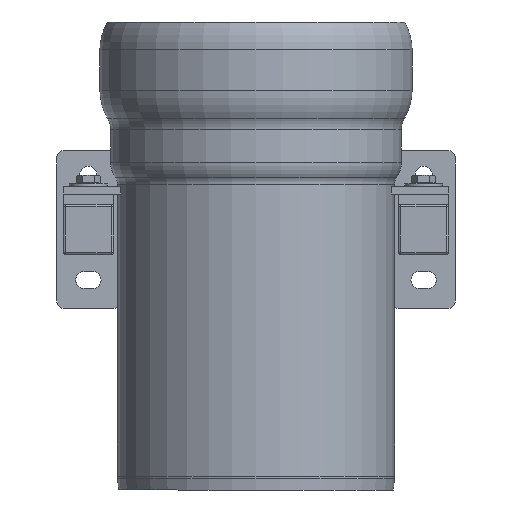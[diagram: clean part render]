
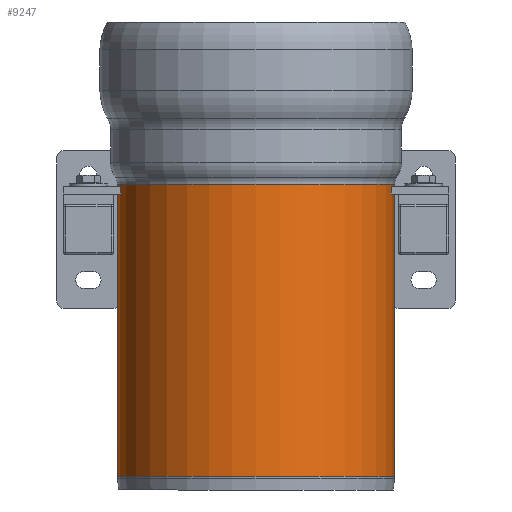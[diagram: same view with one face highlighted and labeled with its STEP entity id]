
A CAD part, front view. The second image highlights one B-rep face of the part: STEP entity #9247.
In plain terms, the highlighted cylindrical face has radius 109.5 mm (diameter 219 mm), a full revolution.
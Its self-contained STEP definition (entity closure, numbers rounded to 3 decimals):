
#985=FACE_OUTER_BOUND('',#1619,.T.);
#1619=EDGE_LOOP('',(#7954,#7955,#7956,#7957,#7958,#7959));
#2448=LINE('',#16663,#3249);
#3249=VECTOR('',#12539,109.5);
#3716=CIRCLE('',#10137,109.5);
#3717=CIRCLE('',#10138,109.5);
#3720=CIRCLE('',#10143,109.5);
#3721=CIRCLE('',#10144,109.5);
#4504=VERTEX_POINT('',#16651);
#4505=VERTEX_POINT('',#16653);
#4507=VERTEX_POINT('',#16662);
#4508=VERTEX_POINT('',#16664);
#5667=EDGE_CURVE('',#4504,#4505,#3716,.T.);
#5668=EDGE_CURVE('',#4505,#4504,#3717,.T.);
#5672=EDGE_CURVE('',#4505,#4507,#2448,.T.);
#5673=EDGE_CURVE('',#4507,#4508,#3720,.T.);
#5674=EDGE_CURVE('',#4508,#4507,#3721,.T.);
#7954=ORIENTED_EDGE('',*,*,#5667,.F.);
#7955=ORIENTED_EDGE('',*,*,#5668,.F.);
#7956=ORIENTED_EDGE('',*,*,#5672,.T.);
#7957=ORIENTED_EDGE('',*,*,#5673,.T.);
#7958=ORIENTED_EDGE('',*,*,#5674,.T.);
#7959=ORIENTED_EDGE('',*,*,#5672,.F.);
#8849=CYLINDRICAL_SURFACE('',#10142,109.5);
#9247=ADVANCED_FACE('',(#985),#8849,.T.);
#10137=AXIS2_PLACEMENT_3D('',#16654,#12526,#12527);
#10138=AXIS2_PLACEMENT_3D('',#16655,#12528,#12529);
#10142=AXIS2_PLACEMENT_3D('',#16661,#12537,#12538);
#10143=AXIS2_PLACEMENT_3D('',#16665,#12540,#12541);
#10144=AXIS2_PLACEMENT_3D('',#16666,#12542,#12543);
#12526=DIRECTION('center_axis',(0.,0.,-1.));
#12527=DIRECTION('ref_axis',(1.,0.,0.));
#12528=DIRECTION('center_axis',(0.,0.,-1.));
#12529=DIRECTION('ref_axis',(1.,0.,0.));
#12537=DIRECTION('center_axis',(0.,0.,-1.));
#12538=DIRECTION('ref_axis',(-1.,0.,0.));
#12539=DIRECTION('',(0.,0.,1.));
#12540=DIRECTION('center_axis',(0.,0.,-1.));
#12541=DIRECTION('ref_axis',(-1.,0.,0.));
#12542=DIRECTION('center_axis',(0.,0.,-1.));
#12543=DIRECTION('ref_axis',(-1.,0.,0.));
#16651=CARTESIAN_POINT('',(-2916.197,-277.5,195.183));
#16653=CARTESIAN_POINT('',(-2806.697,-168.,195.183));
#16654=CARTESIAN_POINT('Origin',(-2916.197,-168.,195.183));
#16655=CARTESIAN_POINT('Origin',(-2916.197,-168.,195.183));
#16661=CARTESIAN_POINT('Origin',(-2916.197,-168.,-314.967));
#16662=CARTESIAN_POINT('',(-2806.697,-168.,425.883));
#16663=CARTESIAN_POINT('',(-2806.697,-168.,-314.967));
#16664=CARTESIAN_POINT('',(-2916.197,-277.5,425.883));
#16665=CARTESIAN_POINT('Origin',(-2916.197,-168.,425.883));
#16666=CARTESIAN_POINT('Origin',(-2916.197,-168.,425.883));
